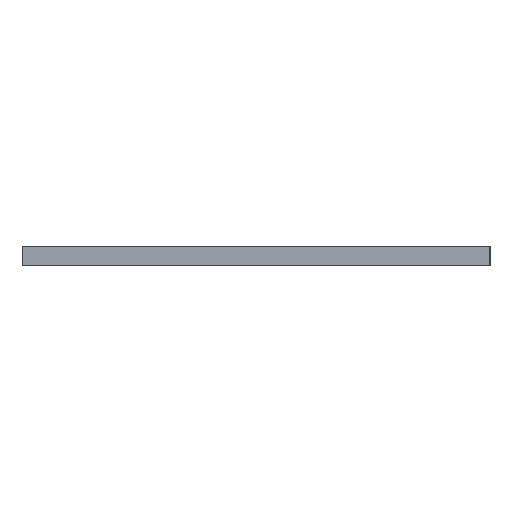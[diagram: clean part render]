
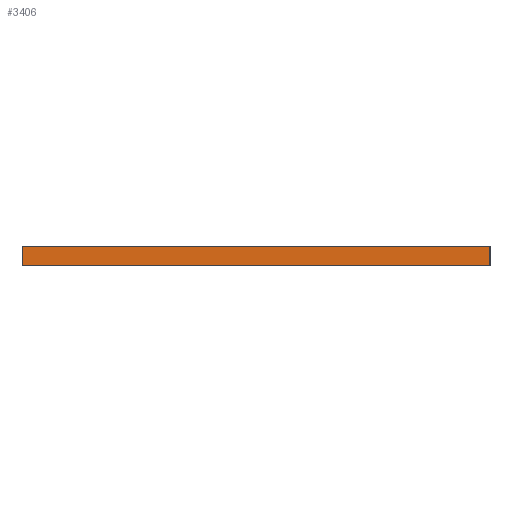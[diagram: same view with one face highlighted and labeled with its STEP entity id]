
A CAD part, left-side view. The second image highlights one B-rep face of the part: STEP entity #3406.
In plain terms, the highlighted planar face has unit normal (-1, 0, 0).
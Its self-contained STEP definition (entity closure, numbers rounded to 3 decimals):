
#300 = LINE ( 'NONE', #2241, #1752 ) ;
#471 = CARTESIAN_POINT ( 'NONE',  ( -500., -250., -7. ) ) ;
#654 = VECTOR ( 'NONE', #1181, 1000. ) ;
#667 = VERTEX_POINT ( 'NONE', #471 ) ;
#721 = VERTEX_POINT ( 'NONE', #3748 ) ;
#750 = AXIS2_PLACEMENT_3D ( 'NONE', #2879, #2946, #805 ) ;
#805 = DIRECTION ( 'NONE',  ( 0., 0., -1. ) ) ;
#1075 = EDGE_CURVE ( 'NONE', #3538, #721, #6327, .T. ) ;
#1114 = DIRECTION ( 'NONE',  ( 0., 0., -1. ) ) ;
#1181 = DIRECTION ( 'NONE',  ( 0., 0., 1. ) ) ;
#1752 = VECTOR ( 'NONE', #5365, 1000. ) ;
#1969 = ORIENTED_EDGE ( 'NONE', *, *, #5681, .T. ) ;
#2241 = CARTESIAN_POINT ( 'NONE',  ( -500., -250., 14. ) ) ;
#2595 = EDGE_CURVE ( 'NONE', #667, #721, #6695, .T. ) ;
#2757 = CARTESIAN_POINT ( 'NONE',  ( -500., 250., 14. ) ) ;
#2879 = CARTESIAN_POINT ( 'NONE',  ( -500., 250., 14. ) ) ;
#2946 = DIRECTION ( 'NONE',  ( 1., 0., 0. ) ) ;
#3140 = ORIENTED_EDGE ( 'NONE', *, *, #1075, .T. ) ;
#3344 = VERTEX_POINT ( 'NONE', #5845 ) ;
#3406 = ADVANCED_FACE ( 'NONE', ( #6444 ), #4450, .F. ) ;
#3538 = VERTEX_POINT ( 'NONE', #2757 ) ;
#3748 = CARTESIAN_POINT ( 'NONE',  ( -500., 250., -7. ) ) ;
#4218 = CARTESIAN_POINT ( 'NONE',  ( -500., 250., -7. ) ) ;
#4234 = ORIENTED_EDGE ( 'NONE', *, *, #2595, .F. ) ;
#4280 = CARTESIAN_POINT ( 'NONE',  ( -500., -250., 14. ) ) ;
#4345 = EDGE_CURVE ( 'NONE', #3538, #3344, #300, .T. ) ;
#4450 = PLANE ( 'NONE',  #750 ) ;
#4664 = CARTESIAN_POINT ( 'NONE',  ( -500., 250., 14. ) ) ;
#5019 = ORIENTED_EDGE ( 'NONE', *, *, #4345, .F. ) ;
#5168 = EDGE_LOOP ( 'NONE', ( #1969, #5019, #3140, #4234 ) ) ;
#5201 = DIRECTION ( 'NONE',  ( 0., 1., 0. ) ) ;
#5365 = DIRECTION ( 'NONE',  ( 0., -1., 0. ) ) ;
#5645 = LINE ( 'NONE', #4280, #654 ) ;
#5681 = EDGE_CURVE ( 'NONE', #667, #3344, #5645, .T. ) ;
#5797 = VECTOR ( 'NONE', #5201, 1000. ) ;
#5845 = CARTESIAN_POINT ( 'NONE',  ( -500., -250., 14. ) ) ;
#6327 = LINE ( 'NONE', #4664, #6648 ) ;
#6444 = FACE_OUTER_BOUND ( 'NONE', #5168, .T. ) ;
#6648 = VECTOR ( 'NONE', #1114, 1000. ) ;
#6695 = LINE ( 'NONE', #4218, #5797 ) ;
